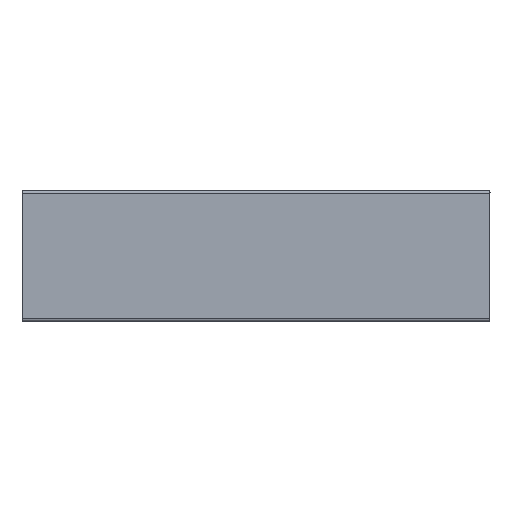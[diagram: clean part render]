
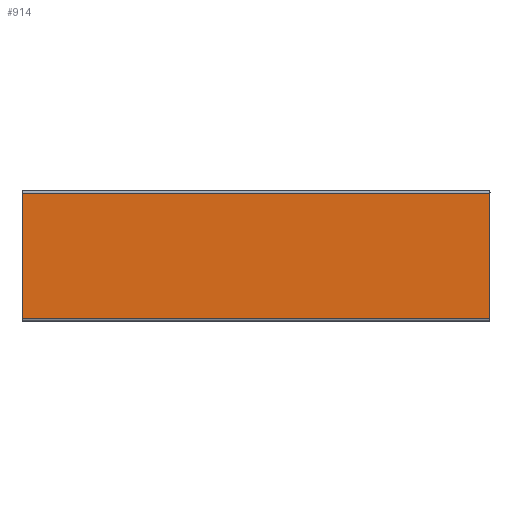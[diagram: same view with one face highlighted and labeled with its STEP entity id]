
A CAD part, top view. The second image highlights one B-rep face of the part: STEP entity #914.
In plain terms, the highlighted planar face has unit normal (0, 0, 1).
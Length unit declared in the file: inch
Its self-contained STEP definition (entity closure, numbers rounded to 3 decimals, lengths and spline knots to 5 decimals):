
#5 = LINE ( 'NONE', #576, #1311 ) ;
#59 = VERTEX_POINT ( 'NONE', #823 ) ;
#161 = CARTESIAN_POINT ( 'NONE',  ( 18., -4.84398, 3. ) ) ;
#163 = CARTESIAN_POINT ( 'NONE',  ( 18., 4.84402, 3. ) ) ;
#306 = LINE ( 'NONE', #1044, #933 ) ;
#336 = EDGE_CURVE ( 'NONE', #452, #2268, #306, .T. ) ;
#403 = VECTOR ( 'NONE', #1443, 39.37008 ) ;
#452 = VERTEX_POINT ( 'NONE', #163 ) ;
#576 = CARTESIAN_POINT ( 'NONE',  ( -18., -4.84398, 3. ) ) ;
#723 = DIRECTION ( 'NONE',  ( 0., -1., 0. ) ) ;
#823 = CARTESIAN_POINT ( 'NONE',  ( 18., -4.84398, 3. ) ) ;
#914 = ADVANCED_FACE ( 'NONE', ( #1310 ), #1876, .F. ) ;
#915 = CARTESIAN_POINT ( 'NONE',  ( -18., -4.84398, 3. ) ) ;
#928 = ORIENTED_EDGE ( 'NONE', *, *, #336, .T. ) ;
#933 = VECTOR ( 'NONE', #2104, 39.37008 ) ;
#978 = LINE ( 'NONE', #1568, #1307 ) ;
#986 = ORIENTED_EDGE ( 'NONE', *, *, #2002, .F. ) ;
#1044 = CARTESIAN_POINT ( 'NONE',  ( 18., 4.84402, 3. ) ) ;
#1081 = ORIENTED_EDGE ( 'NONE', *, *, #1500, .F. ) ;
#1241 = EDGE_LOOP ( 'NONE', ( #1813, #1081, #986, #928 ) ) ;
#1307 = VECTOR ( 'NONE', #1583, 39.37008 ) ;
#1310 = FACE_OUTER_BOUND ( 'NONE', #1241, .T. ) ;
#1311 = VECTOR ( 'NONE', #723, 39.37008 ) ;
#1349 = CARTESIAN_POINT ( 'NONE',  ( -18., 4.84402, 3. ) ) ;
#1398 = CARTESIAN_POINT ( 'NONE',  ( 18., -4.84398, 3. ) ) ;
#1443 = DIRECTION ( 'NONE',  ( 0., -1., 0. ) ) ;
#1500 = EDGE_CURVE ( 'NONE', #59, #2125, #978, .T. ) ;
#1568 = CARTESIAN_POINT ( 'NONE',  ( 18., -4.84398, 3. ) ) ;
#1583 = DIRECTION ( 'NONE',  ( -1., 0., 0. ) ) ;
#1725 = DIRECTION ( 'NONE',  ( 0., 0., -1. ) ) ;
#1813 = ORIENTED_EDGE ( 'NONE', *, *, #2234, .T. ) ;
#1876 = PLANE ( 'NONE',  #2089 ) ;
#2002 = EDGE_CURVE ( 'NONE', #452, #59, #2313, .T. ) ;
#2089 = AXIS2_PLACEMENT_3D ( 'NONE', #1398, #1725, #2254 ) ;
#2104 = DIRECTION ( 'NONE',  ( -1., 0., 0. ) ) ;
#2125 = VERTEX_POINT ( 'NONE', #915 ) ;
#2234 = EDGE_CURVE ( 'NONE', #2268, #2125, #5, .T. ) ;
#2254 = DIRECTION ( 'NONE',  ( -1., 0., 0. ) ) ;
#2268 = VERTEX_POINT ( 'NONE', #1349 ) ;
#2313 = LINE ( 'NONE', #161, #403 ) ;
